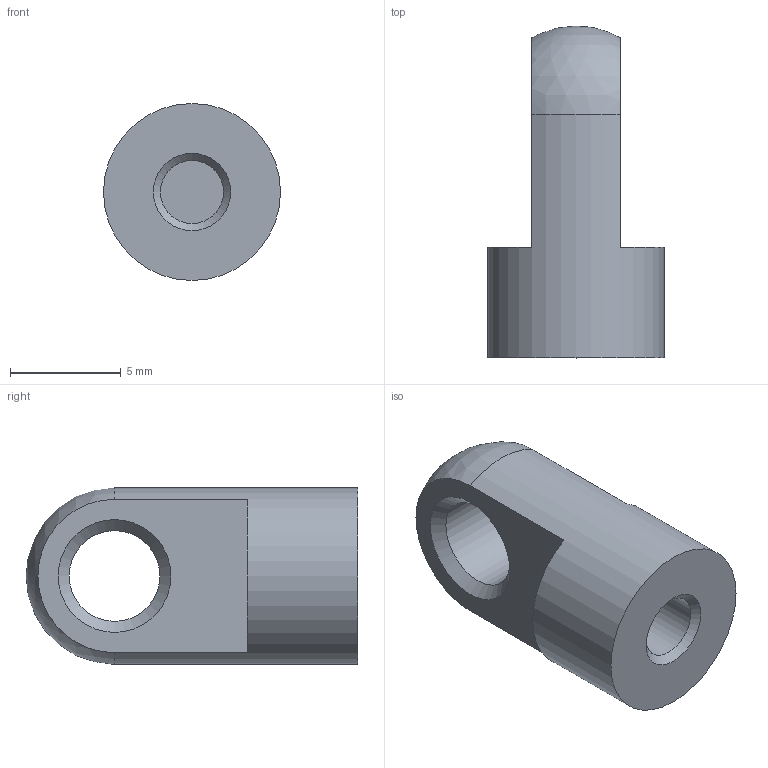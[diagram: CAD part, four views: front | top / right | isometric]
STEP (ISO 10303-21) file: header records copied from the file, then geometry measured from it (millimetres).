
FILE_DESCRIPTION( ( 'STEP AP214' ), '1' );
FILE_NAME( '27618-03504111.stp', '2020-11-25T11:42:41', ( '' ), ( '' ), ' ', 'PARTsolutions', ' ' );
FILE_SCHEMA( ( 'AUTOMOTIVE_DESIGN { 1 0 10303 214 1 1 1 1 }' ) );
Length unit declared in the file: millimetre
Products named in the file (1): _27618-03504111
Bounding box: 8 x 15 x 8 mm (x, y, z)
Volume: 432.1 mm3; surface area: 487.3 mm2
Topology: 1 solids, 1 shells, 13 faces, 30 edges, 19 vertices
Faces by surface type: plane 6, cylinder 3, cone 3, sphere 1
Full cylindrical faces by diameter (mm): 2.85 x1, 4.1 x1, 8 x1
Entity records: 440 total; most frequent: DIRECTION 62, CARTESIAN_POINT 51, ORIENTED_EDGE 40, AXIS2_PLACEMENT_3D 28, EDGE_LOOP 22, EDGE_CURVE 20, VERTEX_POINT 17, FACE_OUTER_BOUND 16
